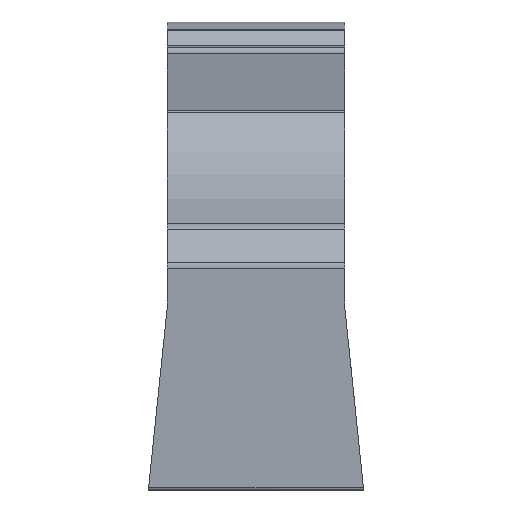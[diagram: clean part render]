
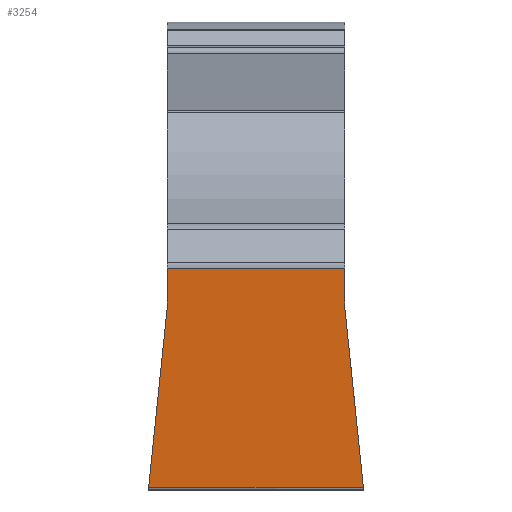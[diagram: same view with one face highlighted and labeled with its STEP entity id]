
A CAD part, front view. The second image highlights one B-rep face of the part: STEP entity #3254.
In plain terms, the highlighted planar face has unit normal (0, -0.998, -0.065).
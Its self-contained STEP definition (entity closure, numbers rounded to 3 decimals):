
#709=CARTESIAN_POINT('',(8.25,-15.232,20.618));
#710=VERTEX_POINT('',#709);
#718=CARTESIAN_POINT('',(8.25,-14.999,17.));
#719=VERTEX_POINT('',#718);
#720=CARTESIAN_POINT('',(8.25,-14.999,17.));
#721=DIRECTION('',(0.0,-0.064,0.998));
#722=VECTOR('',#721,3.626);
#723=LINE('',#720,#722);
#724=EDGE_CURVE('',#719,#710,#723,.T.);
#959=CARTESIAN_POINT('',(-8.25,-14.999,17.));
#960=VERTEX_POINT('',#959);
#967=CARTESIAN_POINT('',(-8.25,-15.232,20.618));
#968=VERTEX_POINT('',#967);
#969=CARTESIAN_POINT('',(-8.25,-15.232,20.618));
#970=DIRECTION('',(0.0,0.064,-0.998));
#971=VECTOR('',#970,3.626);
#972=LINE('',#969,#971);
#973=EDGE_CURVE('',#968,#960,#972,.T.);
#1677=CARTESIAN_POINT('',(-8.25,-15.232,20.618));
#1678=DIRECTION('',(1.0,0.0,0.0));
#1679=VECTOR('',#1678,16.5);
#1680=LINE('',#1677,#1679);
#1681=EDGE_CURVE('',#968,#710,#1680,.T.);
#1836=CARTESIAN_POINT('',(-9.981,-13.912,0.187));
#1837=VERTEX_POINT('',#1836);
#1855=CARTESIAN_POINT('',(9.981,-13.912,0.187));
#1856=VERTEX_POINT('',#1855);
#1864=CARTESIAN_POINT('',(9.981,-13.912,0.187));
#1865=DIRECTION('',(-1.0,0.0,0.0));
#1866=VECTOR('',#1865,19.961);
#1867=LINE('',#1864,#1866);
#1868=EDGE_CURVE('',#1856,#1837,#1867,.T.);
#1953=CARTESIAN_POINT('',(9.981,-13.912,0.187));
#1954=DIRECTION('',(-0.102,-0.064,0.993));
#1955=VECTOR('',#1954,16.937);
#1956=LINE('',#1953,#1955);
#1957=EDGE_CURVE('',#1856,#719,#1956,.T.);
#3112=CARTESIAN_POINT('',(-8.25,-14.999,17.));
#3113=DIRECTION('',(-0.102,0.064,-0.993));
#3114=VECTOR('',#3113,16.937);
#3115=LINE('',#3112,#3114);
#3116=EDGE_CURVE('',#960,#1837,#3115,.T.);
#3241=CARTESIAN_POINT('',(0.0,-13.9,0.0));
#3242=DIRECTION('',(0.0,-0.998,-0.064));
#3243=DIRECTION('',(0.0,0.064,-0.998));
#3244=AXIS2_PLACEMENT_3D('',#3241,#3242,#3243);
#3245=PLANE('',#3244);
#3246=ORIENTED_EDGE('',*,*,#1681,.F.);
#3247=ORIENTED_EDGE('',*,*,#973,.T.);
#3248=ORIENTED_EDGE('',*,*,#3116,.T.);
#3249=ORIENTED_EDGE('',*,*,#1868,.F.);
#3250=ORIENTED_EDGE('',*,*,#1957,.T.);
#3251=ORIENTED_EDGE('',*,*,#724,.T.);
#3252=EDGE_LOOP('',(#3246,#3247,#3248,#3249,#3250,#3251));
#3253=FACE_OUTER_BOUND('',#3252,.T.);
#3254=ADVANCED_FACE('',(#3253),#3245,.T.);
